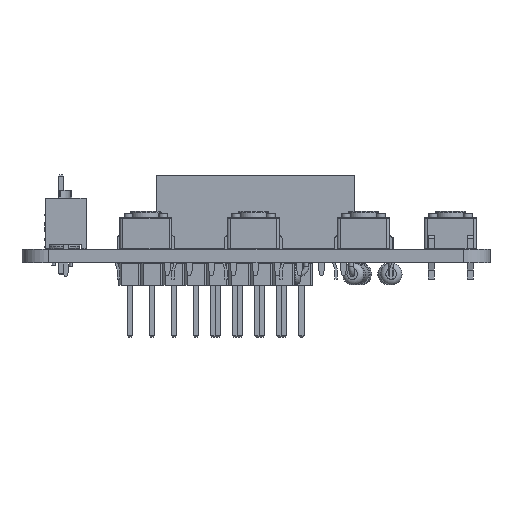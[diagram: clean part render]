
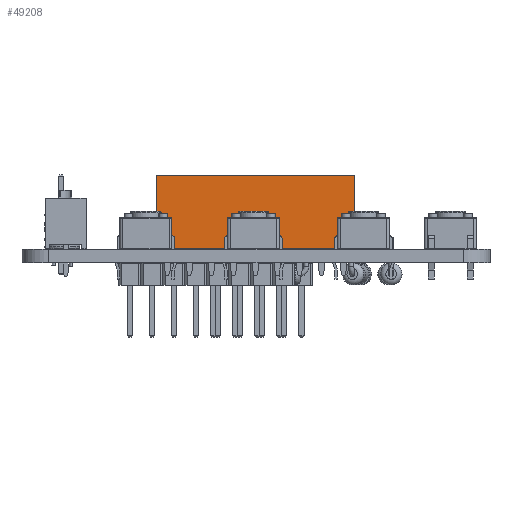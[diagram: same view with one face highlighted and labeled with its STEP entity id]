
A CAD part, front view. The second image highlights one B-rep face of the part: STEP entity #49208.
In plain terms, the highlighted face is planar.
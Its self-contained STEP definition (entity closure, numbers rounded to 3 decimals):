
#49208 = ADVANCED_FACE('',(#49209),#49243,.F.);
#49209 = FACE_BOUND('',#49210,.F.);
#49210 = EDGE_LOOP('',(#49211,#49221,#49229,#49237));
#49211 = ORIENTED_EDGE('',*,*,#49212,.T.);
#49212 = EDGE_CURVE('',#49213,#49215,#49217,.T.);
#49213 = VERTEX_POINT('',#49214);
#49214 = CARTESIAN_POINT('',(1.27,-21.59,0.));
#49215 = VERTEX_POINT('',#49216);
#49216 = CARTESIAN_POINT('',(1.27,-21.59,8.5));
#49217 = LINE('',#49218,#49219);
#49218 = CARTESIAN_POINT('',(1.27,-21.59,0.));
#49219 = VECTOR('',#49220,1.);
#49220 = DIRECTION('',(0.,0.,1.));
#49221 = ORIENTED_EDGE('',*,*,#49222,.T.);
#49222 = EDGE_CURVE('',#49215,#49223,#49225,.T.);
#49223 = VERTEX_POINT('',#49224);
#49224 = CARTESIAN_POINT('',(1.27,1.27,8.5));
#49225 = LINE('',#49226,#49227);
#49226 = CARTESIAN_POINT('',(1.27,-21.59,8.5));
#49227 = VECTOR('',#49228,1.);
#49228 = DIRECTION('',(0.,1.,0.));
#49229 = ORIENTED_EDGE('',*,*,#49230,.F.);
#49230 = EDGE_CURVE('',#49231,#49223,#49233,.T.);
#49231 = VERTEX_POINT('',#49232);
#49232 = CARTESIAN_POINT('',(1.27,1.27,0.));
#49233 = LINE('',#49234,#49235);
#49234 = CARTESIAN_POINT('',(1.27,1.27,0.));
#49235 = VECTOR('',#49236,1.);
#49236 = DIRECTION('',(0.,0.,1.));
#49237 = ORIENTED_EDGE('',*,*,#49238,.F.);
#49238 = EDGE_CURVE('',#49213,#49231,#49239,.T.);
#49239 = LINE('',#49240,#49241);
#49240 = CARTESIAN_POINT('',(1.27,-21.59,0.));
#49241 = VECTOR('',#49242,1.);
#49242 = DIRECTION('',(0.,1.,0.));
#49243 = PLANE('',#49244);
#49244 = AXIS2_PLACEMENT_3D('',#49245,#49246,#49247);
#49245 = CARTESIAN_POINT('',(1.27,-21.59,0.));
#49246 = DIRECTION('',(-1.,0.,0.));
#49247 = DIRECTION('',(0.,1.,0.));
